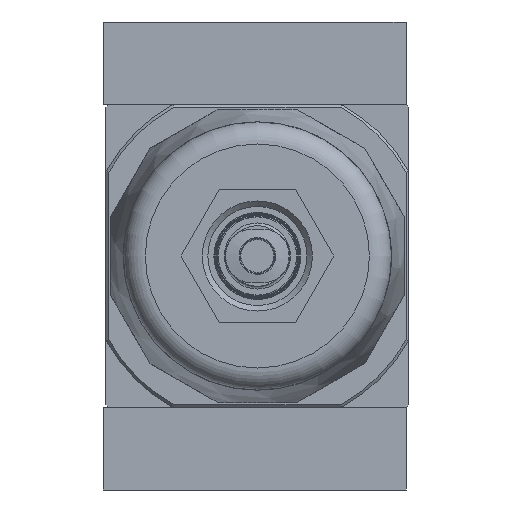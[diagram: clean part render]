
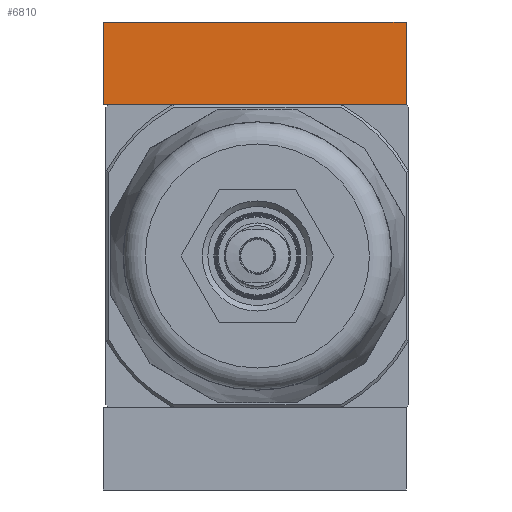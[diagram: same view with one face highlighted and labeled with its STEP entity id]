
A CAD part, front view. The second image highlights one B-rep face of the part: STEP entity #6810.
In plain terms, the highlighted planar face has unit normal (0, -1, 0).
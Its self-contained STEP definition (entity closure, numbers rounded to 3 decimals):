
#396=LINE('',#10492,#747);
#403=LINE('',#10537,#754);
#406=LINE('',#10543,#757);
#407=LINE('',#10545,#758);
#747=VECTOR('',#8386,1000.);
#754=VECTOR('',#8427,1000.);
#757=VECTOR('',#8432,1000.);
#758=VECTOR('',#8433,1000.);
#991=PLANE('',#7308);
#2008=ORIENTED_EDGE('',*,*,#3032,.T.);
#2009=ORIENTED_EDGE('',*,*,#3057,.F.);
#2010=ORIENTED_EDGE('',*,*,#3058,.F.);
#2011=ORIENTED_EDGE('',*,*,#3054,.T.);
#3032=EDGE_CURVE('',#3630,#3632,#396,.T.);
#3054=EDGE_CURVE('',#3654,#3630,#403,.T.);
#3057=EDGE_CURVE('',#3656,#3632,#406,.T.);
#3058=EDGE_CURVE('',#3654,#3656,#407,.T.);
#3630=VERTEX_POINT('',#10487);
#3632=VERTEX_POINT('',#10491);
#3654=VERTEX_POINT('',#10538);
#3656=VERTEX_POINT('',#10544);
#4359=EDGE_LOOP('',(#2008,#2009,#2010,#2011));
#4852=FACE_BOUND('',#4359,.T.);
#6810=ADVANCED_FACE('',(#4852),#991,.F.);
#7308=AXIS2_PLACEMENT_3D('',#10542,#8430,#8431);
#8386=DIRECTION('',(1.,0.,0.));
#8427=DIRECTION('',(0.,0.,-1.));
#8430=DIRECTION('',(0.,1.,0.));
#8431=DIRECTION('',(0.,0.,1.));
#8432=DIRECTION('',(0.,0.,-1.));
#8433=DIRECTION('',(1.,0.,0.));
#10487=CARTESIAN_POINT('',(-27.5,-16.,-7.5));
#10491=CARTESIAN_POINT('',(27.5,-16.,-7.5));
#10492=CARTESIAN_POINT('',(-27.5,-16.,-7.5));
#10537=CARTESIAN_POINT('',(-27.5,-16.,7.5));
#10538=CARTESIAN_POINT('',(-27.5,-16.,7.5));
#10542=CARTESIAN_POINT('',(-27.5,-16.,7.5));
#10543=CARTESIAN_POINT('',(27.5,-16.,7.5));
#10544=CARTESIAN_POINT('',(27.5,-16.,7.5));
#10545=CARTESIAN_POINT('',(-27.5,-16.,7.5));
